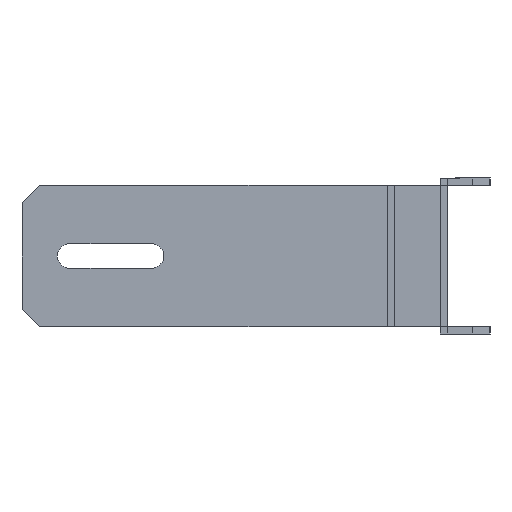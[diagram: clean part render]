
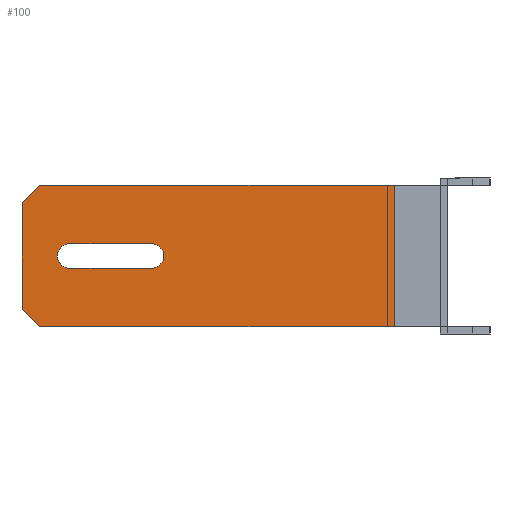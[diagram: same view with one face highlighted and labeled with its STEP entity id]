
A CAD part, left-side view. The second image highlights one B-rep face of the part: STEP entity #100.
In plain terms, the highlighted planar face has unit normal (-1, 0, 0).
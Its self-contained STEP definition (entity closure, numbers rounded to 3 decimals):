
#36 = VECTOR ( 'NONE', #758, 1000. ) ;
#59 = LINE ( 'NONE', #770, #36 ) ;
#78 = EDGE_CURVE ( 'NONE', #215, #416, #1936, .T. ) ;
#100 = ADVANCED_FACE ( 'NONE', ( #1895, #1894 ), #853, .F. ) ;
#144 = VERTEX_POINT ( 'NONE', #156 ) ;
#156 = CARTESIAN_POINT ( 'NONE',  ( -267., 81.5, 23.5 ) ) ;
#164 = VERTEX_POINT ( 'NONE', #774 ) ;
#198 = CARTESIAN_POINT ( 'NONE',  ( -267., 15., 0. ) ) ;
#199 = CARTESIAN_POINT ( 'NONE',  ( -267., 104.5, 16.5 ) ) ;
#215 = VERTEX_POINT ( 'NONE', #493 ) ;
#267 = DIRECTION ( 'NONE',  ( 0., 0., -1. ) ) ;
#271 = DIRECTION ( 'NONE',  ( 1., 0., 0. ) ) ;
#276 = LINE ( 'NONE', #1453, #296 ) ;
#278 = CARTESIAN_POINT ( 'NONE',  ( -267., 104.5, 20. ) ) ;
#296 = VECTOR ( 'NONE', #1446, 1000. ) ;
#301 = EDGE_CURVE ( 'NONE', #144, #521, #1801, .T. ) ;
#320 = CARTESIAN_POINT ( 'NONE',  ( -267., 118., 5. ) ) ;
#351 = EDGE_CURVE ( 'NONE', #412, #576, #1755, .T. ) ;
#363 = CARTESIAN_POINT ( 'NONE',  ( -267., 13., 0. ) ) ;
#365 = DIRECTION ( 'NONE',  ( 0., 0., -1. ) ) ;
#373 = DIRECTION ( 'NONE',  ( 1., 0., 0. ) ) ;
#379 = CARTESIAN_POINT ( 'NONE',  ( -267., 81.5, 20. ) ) ;
#392 = CARTESIAN_POINT ( 'NONE',  ( -267., 113., 0. ) ) ;
#411 = DIRECTION ( 'NONE',  ( 0., 1., 0. ) ) ;
#412 = VERTEX_POINT ( 'NONE', #199 ) ;
#414 = DIRECTION ( 'NONE',  ( 0., 0.707, -0.707 ) ) ;
#416 = VERTEX_POINT ( 'NONE', #198 ) ;
#421 = CARTESIAN_POINT ( 'NONE',  ( -267., 118., 35. ) ) ;
#444 = ORIENTED_EDGE ( 'NONE', *, *, #1626, .T. ) ;
#450 = ORIENTED_EDGE ( 'NONE', *, *, #351, .T. ) ;
#457 = ORIENTED_EDGE ( 'NONE', *, *, #1587, .T. ) ;
#459 = ORIENTED_EDGE ( 'NONE', *, *, #301, .T. ) ;
#462 = ORIENTED_EDGE ( 'NONE', *, *, #1811, .T. ) ;
#465 = ORIENTED_EDGE ( 'NONE', *, *, #1406, .T. ) ;
#468 = ORIENTED_EDGE ( 'NONE', *, *, #78, .T. ) ;
#471 = ORIENTED_EDGE ( 'NONE', *, *, #914, .F. ) ;
#475 = ORIENTED_EDGE ( 'NONE', *, *, #1133, .F. ) ;
#478 = ORIENTED_EDGE ( 'NONE', *, *, #2062, .T. ) ;
#486 = ORIENTED_EDGE ( 'NONE', *, *, #1726, .F. ) ;
#490 = ORIENTED_EDGE ( 'NONE', *, *, #1928, .T. ) ;
#493 = CARTESIAN_POINT ( 'NONE',  ( -267., 113., 0. ) ) ;
#521 = VERTEX_POINT ( 'NONE', #1521 ) ;
#570 = CARTESIAN_POINT ( 'NONE',  ( -267., 104.5, 23.5 ) ) ;
#576 = VERTEX_POINT ( 'NONE', #570 ) ;
#591 = CARTESIAN_POINT ( 'NONE',  ( -267., 13., 40. ) ) ;
#653 = VECTOR ( 'NONE', #411, 1000. ) ;
#660 = LINE ( 'NONE', #706, #653 ) ;
#706 = CARTESIAN_POINT ( 'NONE',  ( -267., 104.5, 16.5 ) ) ;
#743 = EDGE_LOOP ( 'NONE', ( #462, #465, #468, #471, #475, #478, #486, #490 ) ) ;
#758 = DIRECTION ( 'NONE',  ( 0., 0., -1. ) ) ;
#770 = CARTESIAN_POINT ( 'NONE',  ( -267., 118., 40. ) ) ;
#774 = CARTESIAN_POINT ( 'NONE',  ( -267., 118., 35. ) ) ;
#789 = LINE ( 'NONE', #1040, #798 ) ;
#798 = VECTOR ( 'NONE', #1034, 1000. ) ;
#813 = DIRECTION ( 'NONE',  ( 0., 0., -1. ) ) ;
#816 = EDGE_LOOP ( 'NONE', ( #444, #450, #457, #459 ) ) ;
#817 = DIRECTION ( 'NONE',  ( 1., 0., 0. ) ) ;
#818 = CARTESIAN_POINT ( 'NONE',  ( -267., 15., 40. ) ) ;
#853 = PLANE ( 'NONE',  #1296 ) ;
#899 = VERTEX_POINT ( 'NONE', #1737 ) ;
#914 = EDGE_CURVE ( 'NONE', #1203, #416, #1511, .T. ) ;
#944 = CARTESIAN_POINT ( 'NONE',  ( -267., 15., 0. ) ) ;
#996 = DIRECTION ( 'NONE',  ( 0., -1., 0. ) ) ;
#1005 = AXIS2_PLACEMENT_3D ( 'NONE', #278, #271, #267 ) ;
#1034 = DIRECTION ( 'NONE',  ( 0., -1., 0. ) ) ;
#1040 = CARTESIAN_POINT ( 'NONE',  ( -267., 104.5, 23.5 ) ) ;
#1073 = LINE ( 'NONE', #421, #1841 ) ;
#1133 = EDGE_CURVE ( 'NONE', #1385, #1203, #1383, .T. ) ;
#1157 = VERTEX_POINT ( 'NONE', #320 ) ;
#1158 = LINE ( 'NONE', #392, #1194 ) ;
#1194 = VECTOR ( 'NONE', #1522, 1000. ) ;
#1203 = VERTEX_POINT ( 'NONE', #363 ) ;
#1251 = AXIS2_PLACEMENT_3D ( 'NONE', #379, #373, #365 ) ;
#1252 = VERTEX_POINT ( 'NONE', #1645 ) ;
#1296 = AXIS2_PLACEMENT_3D ( 'NONE', #818, #817, #813 ) ;
#1317 = VECTOR ( 'NONE', #1845, 1000. ) ;
#1366 = DIRECTION ( 'NONE',  ( 0., 0., -1. ) ) ;
#1383 = LINE ( 'NONE', #1425, #1394 ) ;
#1385 = VERTEX_POINT ( 'NONE', #591 ) ;
#1394 = VECTOR ( 'NONE', #1366, 1000. ) ;
#1406 = EDGE_CURVE ( 'NONE', #1157, #215, #1158, .T. ) ;
#1421 = LINE ( 'NONE', #1880, #1317 ) ;
#1425 = CARTESIAN_POINT ( 'NONE',  ( -267., 13., 40. ) ) ;
#1446 = DIRECTION ( 'NONE',  ( 0., -1., 0. ) ) ;
#1453 = CARTESIAN_POINT ( 'NONE',  ( -267., 15., 40. ) ) ;
#1502 = VECTOR ( 'NONE', #2059, 1000. ) ;
#1511 = LINE ( 'NONE', #2128, #1502 ) ;
#1521 = CARTESIAN_POINT ( 'NONE',  ( -267., 81.5, 16.5 ) ) ;
#1522 = DIRECTION ( 'NONE',  ( 0., -0.707, -0.707 ) ) ;
#1587 = EDGE_CURVE ( 'NONE', #576, #144, #789, .T. ) ;
#1626 = EDGE_CURVE ( 'NONE', #521, #412, #660, .T. ) ;
#1645 = CARTESIAN_POINT ( 'NONE',  ( -267., 113., 40. ) ) ;
#1726 = EDGE_CURVE ( 'NONE', #1252, #899, #276, .T. ) ;
#1737 = CARTESIAN_POINT ( 'NONE',  ( -267., 15., 40. ) ) ;
#1755 = CIRCLE ( 'NONE', #1005, 3.5 ) ;
#1801 = CIRCLE ( 'NONE', #1251, 3.5 ) ;
#1811 = EDGE_CURVE ( 'NONE', #164, #1157, #59, .T. ) ;
#1841 = VECTOR ( 'NONE', #414, 1000. ) ;
#1845 = DIRECTION ( 'NONE',  ( 0., 1., 0. ) ) ;
#1880 = CARTESIAN_POINT ( 'NONE',  ( -267., 15., 40. ) ) ;
#1894 = FACE_OUTER_BOUND ( 'NONE', #743, .T. ) ;
#1895 = FACE_BOUND ( 'NONE', #816, .T. ) ;
#1928 = EDGE_CURVE ( 'NONE', #1252, #164, #1073, .T. ) ;
#1930 = VECTOR ( 'NONE', #996, 1000. ) ;
#1936 = LINE ( 'NONE', #944, #1930 ) ;
#2059 = DIRECTION ( 'NONE',  ( 0., 1., 0. ) ) ;
#2062 = EDGE_CURVE ( 'NONE', #1385, #899, #1421, .T. ) ;
#2128 = CARTESIAN_POINT ( 'NONE',  ( -267., 15., 0. ) ) ;
